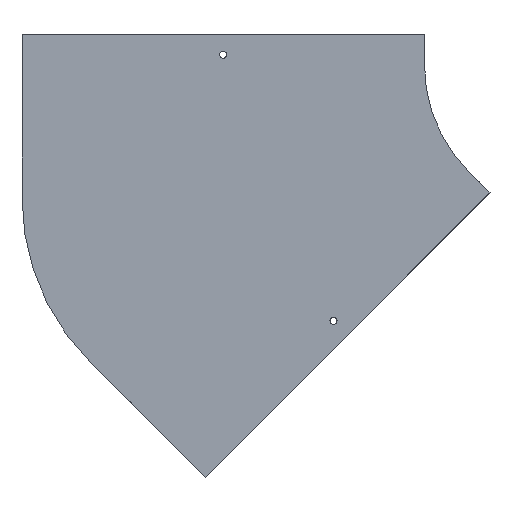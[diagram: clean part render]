
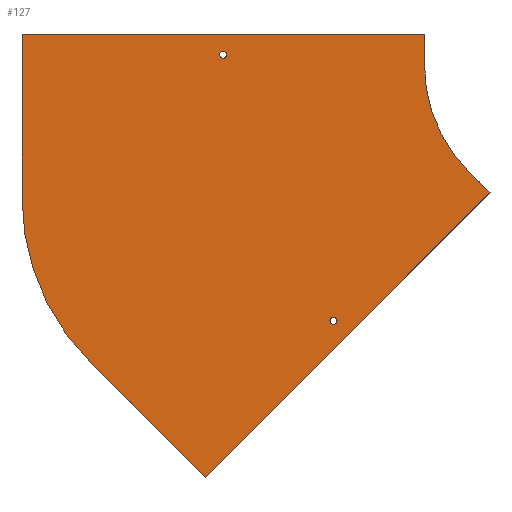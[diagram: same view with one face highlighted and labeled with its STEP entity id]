
A CAD part, front view. The second image highlights one B-rep face of the part: STEP entity #127.
In plain terms, the highlighted planar face has unit normal (0, -1, 0).
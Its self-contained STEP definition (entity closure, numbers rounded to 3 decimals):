
#1 = EDGE_CURVE ( 'NONE', #1004, #1006, #1085, .T. ) ;
#4 = EDGE_CURVE ( 'NONE', #1006, #246, #1087, .T. ) ;
#14 = EDGE_CURVE ( 'NONE', #1179, #1179, #1104, .T. ) ;
#15 = EDGE_CURVE ( 'NONE', #1180, #1180, #1109, .T. ) ;
#61 = EDGE_CURVE ( 'NONE', #246, #1029, #459, .T. ) ;
#92 = ORIENTED_EDGE ( 'NONE', *, *, #630, .F. ) ;
#93 = ORIENTED_EDGE ( 'NONE', *, *, #636, .F. ) ;
#94 = ORIENTED_EDGE ( 'NONE', *, *, #4, .F. ) ;
#96 = ORIENTED_EDGE ( 'NONE', *, *, #61, .F. ) ;
#97 = ORIENTED_EDGE ( 'NONE', *, *, #564, .F. ) ;
#99 = ORIENTED_EDGE ( 'NONE', *, *, #623, .F. ) ;
#100 = ORIENTED_EDGE ( 'NONE', *, *, #620, .F. ) ;
#127 = ADVANCED_FACE ( 'NONE', ( #512, #515, #509 ), #922, .F. ) ;
#246 = VERTEX_POINT ( 'NONE', #936 ) ;
#290 = DIRECTION ( 'NONE',  ( 0., 0., -1. ) ) ;
#306 = CARTESIAN_POINT ( 'NONE',  ( 265.147, 0., -157.279 ) ) ;
#307 = DIRECTION ( 'NONE',  ( 0.707, 0., -0.707 ) ) ;
#318 = CARTESIAN_POINT ( 'NONE',  ( -17.696, 0., -440.122 ) ) ;
#319 = DIRECTION ( 'NONE',  ( -0.707, 0., -0.707 ) ) ;
#339 = CARTESIAN_POINT ( 'NONE',  ( -17.696, 0., -440.122 ) ) ;
#340 = CARTESIAN_POINT ( 'NONE',  ( -132.635, 0., -325.183 ) ) ;
#346 = CARTESIAN_POINT ( 'NONE',  ( 265.147, 0., -157.279 ) ) ;
#347 = CARTESIAN_POINT ( 'NONE',  ( 243.934, 0., -136.066 ) ) ;
#353 = CARTESIAN_POINT ( 'NONE',  ( 200., 0., -30. ) ) ;
#361 = CARTESIAN_POINT ( 'NONE',  ( -200., 0., 0. ) ) ;
#362 = CARTESIAN_POINT ( 'NONE',  ( 200., 0., 0. ) ) ;
#388 = CARTESIAN_POINT ( 'NONE',  ( 0., 0., -16.5 ) ) ;
#391 = CARTESIAN_POINT ( 'NONE',  ( 109.584, 0., -281.058 ) ) ;
#459 = LINE ( 'NONE', #751, #462 ) ;
#462 = VECTOR ( 'NONE', #752, 1000. ) ;
#509 = FACE_OUTER_BOUND ( 'NONE', #1084, .T. ) ;
#512 = FACE_BOUND ( 'NONE', #1061, .T. ) ;
#515 = FACE_BOUND ( 'NONE', #1076, .T. ) ;
#525 = VECTOR ( 'NONE', #965, 1000. ) ;
#528 = LINE ( 'NONE', #966, #525 ) ;
#543 = LINE ( 'NONE', #988, #545 ) ;
#545 = VECTOR ( 'NONE', #989, 1000. ) ;
#546 = CIRCLE ( 'NONE', #652, 150. ) ;
#558 = LINE ( 'NONE', #306, #561 ) ;
#561 = VECTOR ( 'NONE', #307, 1000. ) ;
#564 = EDGE_CURVE ( 'NONE', #1029, #1030, #528, .T. ) ;
#565 = AXIS2_PLACEMENT_3D ( 'NONE', #818, #847, #804 ) ;
#571 = AXIS2_PLACEMENT_3D ( 'NONE', #825, #826, #860 ) ;
#572 = AXIS2_PLACEMENT_3D ( 'NONE', #857, #858, #859 ) ;
#620 = EDGE_CURVE ( 'NONE', #1030, #1021, #543, .T. ) ;
#623 = EDGE_CURVE ( 'NONE', #1021, #1015, #546, .T. ) ;
#630 = EDGE_CURVE ( 'NONE', #1015, #1014, #558, .T. ) ;
#636 = EDGE_CURVE ( 'NONE', #1014, #1004, #1152, .T. ) ;
#645 = AXIS2_PLACEMENT_3D ( 'NONE', #920, #914, #924 ) ;
#652 = AXIS2_PLACEMENT_3D ( 'NONE', #802, #803, #290 ) ;
#751 = CARTESIAN_POINT ( 'NONE',  ( -200., 0., 0. ) ) ;
#752 = DIRECTION ( 'NONE',  ( 0., 0., 1. ) ) ;
#802 = CARTESIAN_POINT ( 'NONE',  ( 350., 0., -30. ) ) ;
#803 = DIRECTION ( 'NONE',  ( 0., -1., 0. ) ) ;
#804 = DIRECTION ( 'NONE',  ( 0., 0., 1. ) ) ;
#810 = DIRECTION ( 'NONE',  ( -0.707, 0., 0.707 ) ) ;
#811 = CARTESIAN_POINT ( 'NONE',  ( -132.635, 0., -325.183 ) ) ;
#818 = CARTESIAN_POINT ( 'NONE',  ( 30., 0., -162.548 ) ) ;
#825 = CARTESIAN_POINT ( 'NONE',  ( 109.584, 0., -284.558 ) ) ;
#826 = DIRECTION ( 'NONE',  ( 0., -1., 0. ) ) ;
#847 = DIRECTION ( 'NONE',  ( 0., 1., 0. ) ) ;
#857 = CARTESIAN_POINT ( 'NONE',  ( 0., 0., -20. ) ) ;
#858 = DIRECTION ( 'NONE',  ( 0., -1., 0. ) ) ;
#859 = DIRECTION ( 'NONE',  ( 0., 0., 1. ) ) ;
#860 = DIRECTION ( 'NONE',  ( 0., 0., 1. ) ) ;
#914 = DIRECTION ( 'NONE',  ( 0., 1., 0. ) ) ;
#920 = CARTESIAN_POINT ( 'NONE',  ( 30., 0., -162.548 ) ) ;
#922 = PLANE ( 'NONE',  #645 ) ;
#924 = DIRECTION ( 'NONE',  ( 0., 0., 1. ) ) ;
#936 = CARTESIAN_POINT ( 'NONE',  ( -200., 0., -162.548 ) ) ;
#965 = DIRECTION ( 'NONE',  ( 1., 0., 0. ) ) ;
#966 = CARTESIAN_POINT ( 'NONE',  ( -200., 0., 0. ) ) ;
#988 = CARTESIAN_POINT ( 'NONE',  ( 200., 0., 0. ) ) ;
#989 = DIRECTION ( 'NONE',  ( 0., 0., -1. ) ) ;
#1004 = VERTEX_POINT ( 'NONE', #339 ) ;
#1006 = VERTEX_POINT ( 'NONE', #340 ) ;
#1014 = VERTEX_POINT ( 'NONE', #346 ) ;
#1015 = VERTEX_POINT ( 'NONE', #347 ) ;
#1021 = VERTEX_POINT ( 'NONE', #353 ) ;
#1029 = VERTEX_POINT ( 'NONE', #361 ) ;
#1030 = VERTEX_POINT ( 'NONE', #362 ) ;
#1061 = EDGE_LOOP ( 'NONE', ( #1244 ) ) ;
#1076 = EDGE_LOOP ( 'NONE', ( #1263 ) ) ;
#1084 = EDGE_LOOP ( 'NONE', ( #1252, #93, #92, #99, #100, #97, #96, #94 ) ) ;
#1085 = LINE ( 'NONE', #811, #1086 ) ;
#1086 = VECTOR ( 'NONE', #810, 1000. ) ;
#1087 = CIRCLE ( 'NONE', #565, 230. ) ;
#1104 = CIRCLE ( 'NONE', #571, 3.5 ) ;
#1109 = CIRCLE ( 'NONE', #572, 3.5 ) ;
#1152 = LINE ( 'NONE', #318, #1155 ) ;
#1155 = VECTOR ( 'NONE', #319, 1000. ) ;
#1179 = VERTEX_POINT ( 'NONE', #391 ) ;
#1180 = VERTEX_POINT ( 'NONE', #388 ) ;
#1244 = ORIENTED_EDGE ( 'NONE', *, *, #14, .F. ) ;
#1252 = ORIENTED_EDGE ( 'NONE', *, *, #1, .F. ) ;
#1263 = ORIENTED_EDGE ( 'NONE', *, *, #15, .F. ) ;
